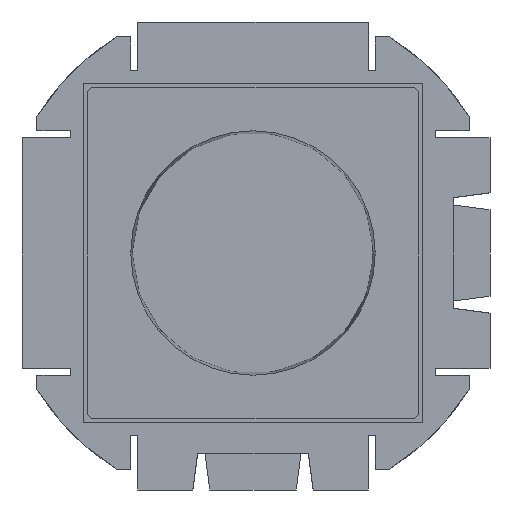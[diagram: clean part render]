
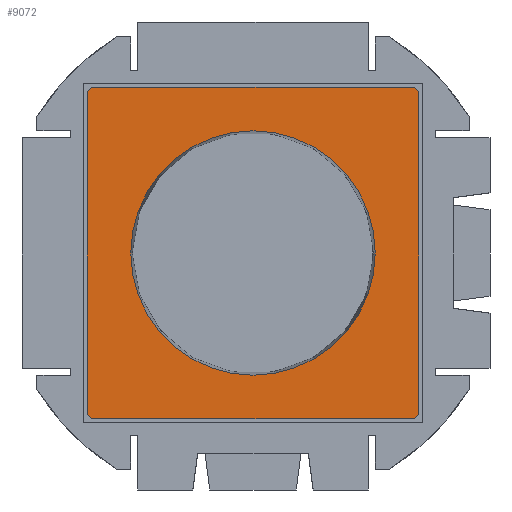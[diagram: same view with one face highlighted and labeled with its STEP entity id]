
A CAD part, front view. The second image highlights one B-rep face of the part: STEP entity #9072.
In plain terms, the highlighted planar face has unit normal (0, -1, 0).
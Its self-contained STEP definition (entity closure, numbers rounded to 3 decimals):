
#461=FACE_BOUND('',#1140,.T.);
#488=CIRCLE('',#9577,50.883);
#489=CIRCLE('',#9578,50.883);
#655=FACE_OUTER_BOUND('',#1139,.T.);
#1139=EDGE_LOOP('',(#5591,#5592,#5593,#5594,#5595,#5596,#5597,#5598));
#1140=EDGE_LOOP('',(#5599,#5600));
#1650=LINE('',#12579,#2517);
#1651=LINE('',#12581,#2518);
#1652=LINE('',#12583,#2519);
#1653=LINE('',#12585,#2520);
#1654=LINE('',#12587,#2521);
#1655=LINE('',#12589,#2522);
#1656=LINE('',#12591,#2523);
#1657=LINE('',#12592,#2524);
#2517=VECTOR('',#10290,10.);
#2518=VECTOR('',#10291,10.);
#2519=VECTOR('',#10292,10.);
#2520=VECTOR('',#10293,10.);
#2521=VECTOR('',#10294,10.);
#2522=VECTOR('',#10295,10.);
#2523=VECTOR('',#10296,10.);
#2524=VECTOR('',#10297,10.);
#3384=VERTEX_POINT('',#12577);
#3385=VERTEX_POINT('',#12578);
#3386=VERTEX_POINT('',#12580);
#3387=VERTEX_POINT('',#12582);
#3388=VERTEX_POINT('',#12584);
#3389=VERTEX_POINT('',#12586);
#3390=VERTEX_POINT('',#12588);
#3391=VERTEX_POINT('',#12590);
#3392=VERTEX_POINT('',#12593);
#3393=VERTEX_POINT('',#12594);
#4260=EDGE_CURVE('',#3384,#3385,#1650,.T.);
#4261=EDGE_CURVE('',#3385,#3386,#1651,.T.);
#4262=EDGE_CURVE('',#3386,#3387,#1652,.T.);
#4263=EDGE_CURVE('',#3387,#3388,#1653,.T.);
#4264=EDGE_CURVE('',#3388,#3389,#1654,.T.);
#4265=EDGE_CURVE('',#3389,#3390,#1655,.T.);
#4266=EDGE_CURVE('',#3390,#3391,#1656,.T.);
#4267=EDGE_CURVE('',#3391,#3384,#1657,.T.);
#4268=EDGE_CURVE('',#3392,#3393,#488,.F.);
#4269=EDGE_CURVE('',#3393,#3392,#489,.F.);
#5591=ORIENTED_EDGE('',*,*,#4260,.T.);
#5592=ORIENTED_EDGE('',*,*,#4261,.T.);
#5593=ORIENTED_EDGE('',*,*,#4262,.T.);
#5594=ORIENTED_EDGE('',*,*,#4263,.T.);
#5595=ORIENTED_EDGE('',*,*,#4264,.T.);
#5596=ORIENTED_EDGE('',*,*,#4265,.T.);
#5597=ORIENTED_EDGE('',*,*,#4266,.T.);
#5598=ORIENTED_EDGE('',*,*,#4267,.T.);
#5599=ORIENTED_EDGE('',*,*,#4268,.T.);
#5600=ORIENTED_EDGE('',*,*,#4269,.T.);
#8253=PLANE('',#9576);
#9072=ADVANCED_FACE('',(#655,#461),#8253,.F.);
#9576=AXIS2_PLACEMENT_3D('',#12576,#10288,#10289);
#9577=AXIS2_PLACEMENT_3D('',#12595,#10298,#10299);
#9578=AXIS2_PLACEMENT_3D('',#12596,#10300,#10301);
#10288=DIRECTION('center_axis',(0.,1.,0.));
#10289=DIRECTION('ref_axis',(0.,0.,1.));
#10290=DIRECTION('',(0.,0.,-1.));
#10291=DIRECTION('',(0.707,0.,-0.707));
#10292=DIRECTION('',(1.,0.,0.));
#10293=DIRECTION('',(0.707,0.,0.707));
#10294=DIRECTION('',(0.,0.,1.));
#10295=DIRECTION('',(-0.707,0.,0.707));
#10296=DIRECTION('',(-1.,0.,0.));
#10297=DIRECTION('',(-0.707,0.,-0.707));
#10298=DIRECTION('center_axis',(0.,-1.,0.));
#10299=DIRECTION('ref_axis',(1.,0.,0.));
#10300=DIRECTION('center_axis',(0.,-1.,0.));
#10301=DIRECTION('ref_axis',(1.,0.,0.));
#12576=CARTESIAN_POINT('Origin',(0.,-88.5,0.));
#12577=CARTESIAN_POINT('',(-69.1,-88.5,67.1));
#12578=CARTESIAN_POINT('',(-69.1,-88.5,-67.1));
#12579=CARTESIAN_POINT('',(-69.1,-88.5,-33.55));
#12580=CARTESIAN_POINT('',(-67.1,-88.5,-69.1));
#12581=CARTESIAN_POINT('',(-67.6,-88.5,-68.6));
#12582=CARTESIAN_POINT('',(67.1,-88.5,-69.1));
#12583=CARTESIAN_POINT('',(33.55,-88.5,-69.1));
#12584=CARTESIAN_POINT('',(69.1,-88.5,-67.1));
#12585=CARTESIAN_POINT('',(68.6,-88.5,-67.6));
#12586=CARTESIAN_POINT('',(69.1,-88.5,67.1));
#12587=CARTESIAN_POINT('',(69.1,-88.5,33.55));
#12588=CARTESIAN_POINT('',(67.1,-88.5,69.1));
#12589=CARTESIAN_POINT('',(67.6,-88.5,68.6));
#12590=CARTESIAN_POINT('',(-67.1,-88.5,69.1));
#12591=CARTESIAN_POINT('',(-33.55,-88.5,69.1));
#12592=CARTESIAN_POINT('',(-68.6,-88.5,67.6));
#12593=CARTESIAN_POINT('',(0.,-88.5,50.883));
#12594=CARTESIAN_POINT('',(-50.883,-88.5,0.));
#12595=CARTESIAN_POINT('Origin',(0.,-88.5,0.));
#12596=CARTESIAN_POINT('Origin',(0.,-88.5,0.));
